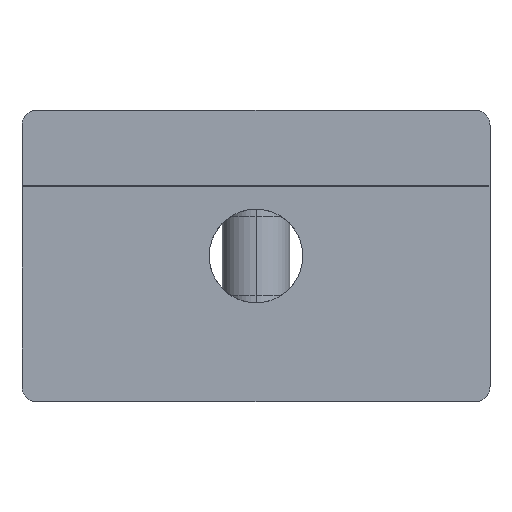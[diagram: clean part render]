
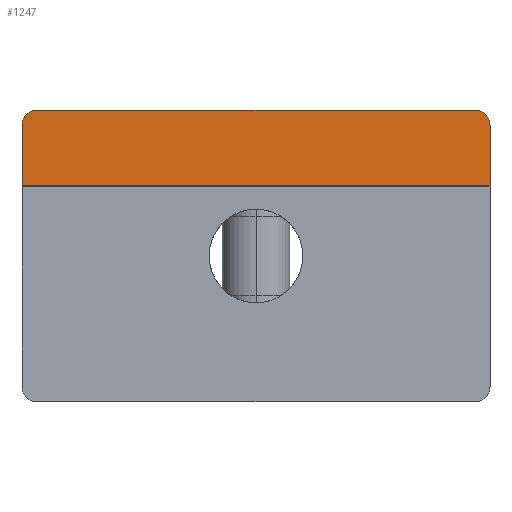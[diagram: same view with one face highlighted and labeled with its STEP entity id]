
A CAD part, left-side view. The second image highlights one B-rep face of the part: STEP entity #1247.
In plain terms, the highlighted cylindrical face has radius 500000 mm (diameter 1e+06 mm), a partial arc.
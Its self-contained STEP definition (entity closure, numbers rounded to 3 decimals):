
#58 = DIRECTION ( 'NONE',  ( 0., 1., 0. ) ) ;
#136 = CARTESIAN_POINT ( 'NONE',  ( -63., -39., 6.75 ) ) ;
#161 = CARTESIAN_POINT ( 'NONE',  ( -63., -21.362, 14. ) ) ;
#198 = AXIS2_PLACEMENT_3D ( 'NONE', #1943, #594, #1130 ) ;
#335 = CARTESIAN_POINT ( 'NONE',  ( -63., 22.079, 13.6 ) ) ;
#404 = ORIENTED_EDGE ( 'NONE', *, *, #3333, .T. ) ;
#442 = EDGE_LOOP ( 'NONE', ( #1417, #404, #1437, #1133, #777, #2043 ) ) ;
#512 = CARTESIAN_POINT ( 'NONE',  ( -63., -21.687, 13.919 ) ) ;
#575 = DIRECTION ( 'NONE',  ( 0., 1., 0. ) ) ;
#593 = VECTOR ( 'NONE', #2639, 1000. ) ;
#594 = DIRECTION ( 'NONE',  ( 0., -1., 0. ) ) ;
#763 = CARTESIAN_POINT ( 'NONE',  ( -63., 21.676, 13.894 ) ) ;
#777 = ORIENTED_EDGE ( 'NONE', *, *, #876, .F. ) ;
#869 = CIRCLE ( 'NONE', #2462, 500000. ) ;
#876 = EDGE_CURVE ( 'NONE', #962, #903, #1913, .T. ) ;
#903 = VERTEX_POINT ( 'NONE', #3252 ) ;
#922 = CARTESIAN_POINT ( 'NONE',  ( -63., 22.5, 6.75 ) ) ;
#962 = VERTEX_POINT ( 'NONE', #922 ) ;
#1002 = CARTESIAN_POINT ( 'NONE',  ( -63., -22.285, 13.336 ) ) ;
#1079 = FACE_OUTER_BOUND ( 'NONE', #442, .T. ) ;
#1130 = DIRECTION ( 'NONE',  ( 1., 0., 0. ) ) ;
#1133 = ORIENTED_EDGE ( 'NONE', *, *, #3104, .T. ) ;
#1201 = VERTEX_POINT ( 'NONE', #1260 ) ;
#1235 = EDGE_CURVE ( 'NONE', #2444, #2024, #2476, .T. ) ;
#1247 = ADVANCED_FACE ( 'NONE', ( #1079 ), #1917, .F. ) ;
#1260 = CARTESIAN_POINT ( 'NONE',  ( -63., -22.5, 12.544 ) ) ;
#1394 = DIRECTION ( 'NONE',  ( 0., 0., 1. ) ) ;
#1417 = ORIENTED_EDGE ( 'NONE', *, *, #2399, .F. ) ;
#1437 = ORIENTED_EDGE ( 'NONE', *, *, #1235, .T. ) ;
#1582 = CARTESIAN_POINT ( 'NONE',  ( -63., 22.5, 12.879 ) ) ;
#1801 = CARTESIAN_POINT ( 'NONE',  ( -63., -22.5, 12.712 ) ) ;
#1849 = CARTESIAN_POINT ( 'NONE',  ( -63., 21.957, 13.712 ) ) ;
#1913 = CIRCLE ( 'NONE', #198, 500000. ) ;
#1917 = CYLINDRICAL_SURFACE ( 'NONE', #3449, 500000. ) ;
#1943 = CARTESIAN_POINT ( 'NONE',  ( -500063., 22.5, 0. ) ) ;
#2024 = VERTEX_POINT ( 'NONE', #3295 ) ;
#2043 = ORIENTED_EDGE ( 'NONE', *, *, #2976, .T. ) ;
#2108 = CARTESIAN_POINT ( 'NONE',  ( -63., -22.364, 13.191 ) ) ;
#2131 = VERTEX_POINT ( 'NONE', #2821 ) ;
#2167 = DIRECTION ( 'NONE',  ( 0., 1., 0. ) ) ;
#2175 = CARTESIAN_POINT ( 'NONE',  ( -63., 22.5, 12.544 ) ) ;
#2394 = CARTESIAN_POINT ( 'NONE',  ( -63., -22.5, 12.544 ) ) ;
#2399 = EDGE_CURVE ( 'NONE', #1201, #2131, #869, .T. ) ;
#2444 = VERTEX_POINT ( 'NONE', #3094 ) ;
#2462 = AXIS2_PLACEMENT_3D ( 'NONE', #2818, #58, #3321 ) ;
#2476 = LINE ( 'NONE', #3286, #2713 ) ;
#2553 = B_SPLINE_CURVE_WITH_KNOTS ( 'NONE', 3,
 ( #3214, #2775, #763, #1849, #335, #2934, #1582, #2175 ),
 .UNSPECIFIED., .F., .F.,
 ( 4, 2, 2, 4 ),
 ( 0., 0., 0.001, 0.002 ),
 .UNSPECIFIED. ) ;
#2639 = DIRECTION ( 'NONE',  ( 0., -1., 0. ) ) ;
#2713 = VECTOR ( 'NONE', #575, 1000. ) ;
#2775 = CARTESIAN_POINT ( 'NONE',  ( -63., 21.524, 13.96 ) ) ;
#2818 = CARTESIAN_POINT ( 'NONE',  ( -500063., -22.5, 0. ) ) ;
#2821 = CARTESIAN_POINT ( 'NONE',  ( -63., -22.5, 6.75 ) ) ;
#2934 = CARTESIAN_POINT ( 'NONE',  ( -63., 22.387, 13.205 ) ) ;
#2976 = EDGE_CURVE ( 'NONE', #962, #2131, #3173, .T. ) ;
#3094 = CARTESIAN_POINT ( 'NONE',  ( -63., -21.362, 14. ) ) ;
#3104 = EDGE_CURVE ( 'NONE', #2024, #903, #2553, .T. ) ;
#3173 = LINE ( 'NONE', #136, #593 ) ;
#3214 = CARTESIAN_POINT ( 'NONE',  ( -63., 21.362, 14. ) ) ;
#3252 = CARTESIAN_POINT ( 'NONE',  ( -63., 22.5, 12.544 ) ) ;
#3286 = CARTESIAN_POINT ( 'NONE',  ( -63., -39., 14. ) ) ;
#3295 = CARTESIAN_POINT ( 'NONE',  ( -63., 21.362, 14. ) ) ;
#3305 = CARTESIAN_POINT ( 'NONE',  ( -500063., -39., 0. ) ) ;
#3321 = DIRECTION ( 'NONE',  ( 0., 0., 1. ) ) ;
#3333 = EDGE_CURVE ( 'NONE', #1201, #2444, #3389, .T. ) ;
#3389 = B_SPLINE_CURVE_WITH_KNOTS ( 'NONE', 3,
 ( #2394, #1801, #3470, #2108, #1002, #3486, #512, #161 ),
 .UNSPECIFIED., .F., .F.,
 ( 4, 2, 2, 4 ),
 ( 0., 0., 0.001, 0.002 ),
 .UNSPECIFIED. ) ;
#3449 = AXIS2_PLACEMENT_3D ( 'NONE', #3305, #2167, #1394 ) ;
#3470 = CARTESIAN_POINT ( 'NONE',  ( -63., -22.473, 12.875 ) ) ;
#3486 = CARTESIAN_POINT ( 'NONE',  ( -63., -21.976, 13.731 ) ) ;
